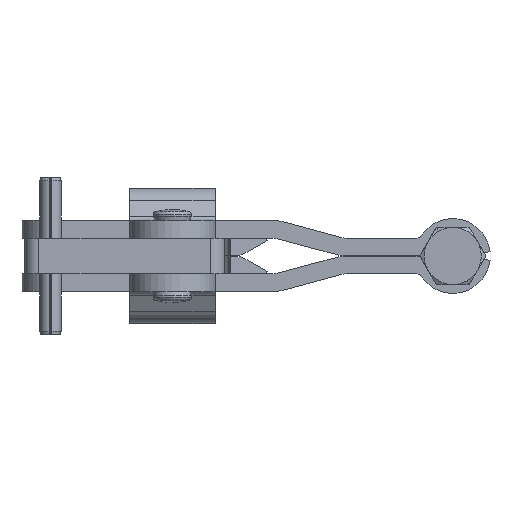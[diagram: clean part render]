
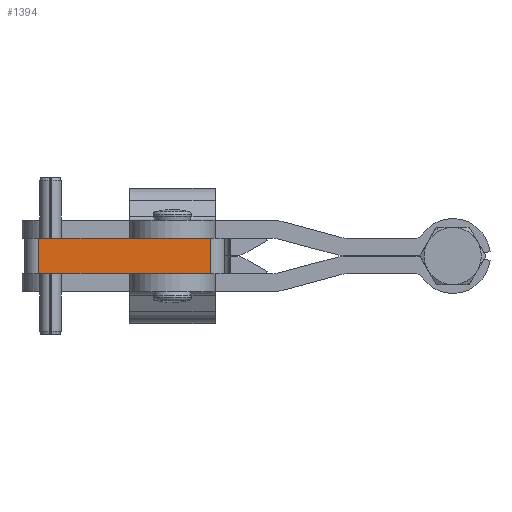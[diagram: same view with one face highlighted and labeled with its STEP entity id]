
A CAD part, front view. The second image highlights one B-rep face of the part: STEP entity #1394.
In plain terms, the highlighted planar face has unit normal (0, -1, 0).
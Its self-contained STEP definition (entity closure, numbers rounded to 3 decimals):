
#776=CARTESIAN_POINT('',(1.531,-23.982,-2.5));
#777=VERTEX_POINT('',#776);
#785=CARTESIAN_POINT('',(-22.469,-23.982,-2.5));
#786=VERTEX_POINT('',#785);
#787=CARTESIAN_POINT('',(1.531,-23.982,-2.5));
#788=DIRECTION('',(-1.0,0.0,0.0));
#789=VECTOR('',#788,24.);
#790=LINE('',#787,#789);
#791=EDGE_CURVE('',#777,#786,#790,.T.);
#1002=CARTESIAN_POINT('',(-22.469,-23.982,2.5));
#1003=VERTEX_POINT('',#1002);
#1011=CARTESIAN_POINT('',(1.531,-23.982,2.5));
#1012=VERTEX_POINT('',#1011);
#1013=CARTESIAN_POINT('',(1.531,-23.982,2.5));
#1014=DIRECTION('',(-1.0,0.0,0.0));
#1015=VECTOR('',#1014,24.);
#1016=LINE('',#1013,#1015);
#1017=EDGE_CURVE('',#1012,#1003,#1016,.T.);
#1362=CARTESIAN_POINT('',(1.531,-23.982,-2.5));
#1363=DIRECTION('',(0.0,0.0,1.0));
#1364=VECTOR('',#1363,5.0);
#1365=LINE('',#1362,#1364);
#1366=EDGE_CURVE('',#777,#1012,#1365,.T.);
#1378=CARTESIAN_POINT('',(1.531,-23.982,0.0));
#1379=DIRECTION('',(0.0,-1.0,0.0));
#1380=DIRECTION('',(0.0,0.0,-1.0));
#1381=AXIS2_PLACEMENT_3D('',#1378,#1379,#1380);
#1382=PLANE('',#1381);
#1383=ORIENTED_EDGE('',*,*,#1017,.T.);
#1384=CARTESIAN_POINT('',(-22.469,-23.982,-2.5));
#1385=DIRECTION('',(0.0,0.0,1.0));
#1386=VECTOR('',#1385,5.);
#1387=LINE('',#1384,#1386);
#1388=EDGE_CURVE('',#786,#1003,#1387,.T.);
#1389=ORIENTED_EDGE('',*,*,#1388,.F.);
#1390=ORIENTED_EDGE('',*,*,#791,.F.);
#1391=ORIENTED_EDGE('',*,*,#1366,.T.);
#1392=EDGE_LOOP('',(#1383,#1389,#1390,#1391));
#1393=FACE_OUTER_BOUND('',#1392,.T.);
#1394=ADVANCED_FACE('',(#1393),#1382,.T.);
